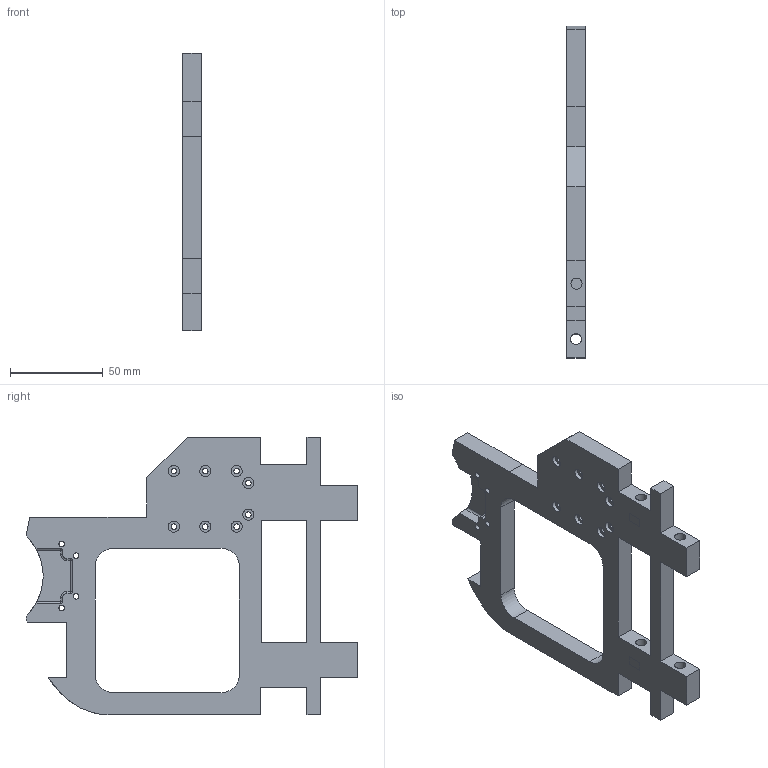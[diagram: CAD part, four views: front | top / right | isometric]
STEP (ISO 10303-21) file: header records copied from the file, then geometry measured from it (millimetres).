
FILE_DESCRIPTION(/* description */ (''),/* implementation_level */ '2;1');
FILE_NAME(/* name */ 'b1e99680-ff6e-4061-b03b-92e215a51940.stp',/* time_stamp */ '2019-03-12T20:59:27+01:00',/* author */ (''),/* organization */ (''),/* preprocessor_version */ 'ST-DEVELOPER v17.2',/* originating_system */ 'Autodesk Translation Framework v7.6.0.251',/* authorisation */ '');
FILE_SCHEMA (('AUTOMOTIVE_DESIGN { 1 0 10303 214 3 1 1 }'));
Length unit declared in the file: millimetre
Products named in the file (1): InnerVerticalLeft
Bounding box: 10 x 179.27 x 150 mm (x, y, z)
Volume: 100194.7 mm3; surface area: 39828.7 mm2
Topology: 1 solids, 1 shells, 153 faces, 408 edges, 270 vertices
Faces by surface type: plane 83, cylinder 57, torus 6, sphere 4, bspline 3
Full cylindrical faces by diameter (mm): 3 x12, 6 x18, 6.12 x1
Entity records: 5012 total; most frequent: CARTESIAN_POINT 963, DIRECTION 848, ORIENTED_EDGE 808, EDGE_CURVE 404, AXIS2_PLACEMENT_3D 299, VERTEX_POINT 270, LINE 250, VECTOR 250
